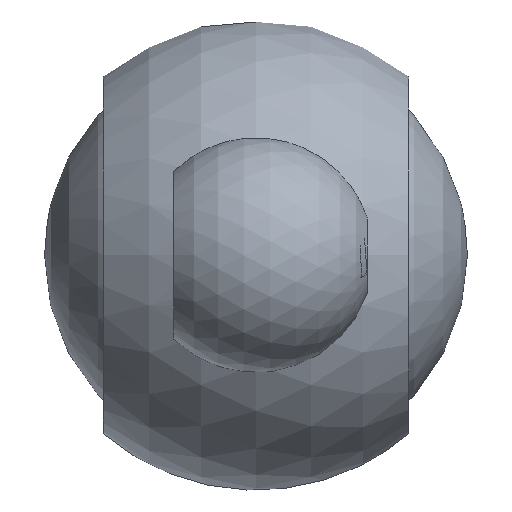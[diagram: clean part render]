
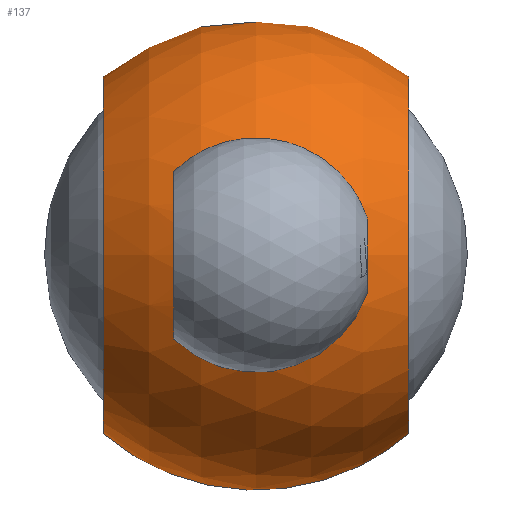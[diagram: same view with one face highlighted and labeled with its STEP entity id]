
A CAD part, left-side view. The second image highlights one B-rep face of the part: STEP entity #137.
In plain terms, the highlighted spherical face has radius 10 mm.
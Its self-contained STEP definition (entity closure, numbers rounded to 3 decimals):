
#120=FACE_BOUND('',#164,.T.);
#121=FACE_BOUND('',#165,.T.);
#122=FACE_BOUND('',#166,.T.);
#123=FACE_BOUND('',#167,.T.);
#137=ADVANCED_FACE('',(#120,#121,#122,#123),#151,.T.);
#151=SPHERICAL_SURFACE('',#292,10.);
#164=EDGE_LOOP('',(#190));
#165=EDGE_LOOP('',(#191));
#166=EDGE_LOOP('',(#192));
#167=EDGE_LOOP('',(#193));
#190=ORIENTED_EDGE('',*,*,#252,.T.);
#191=ORIENTED_EDGE('',*,*,#253,.F.);
#192=ORIENTED_EDGE('',*,*,#254,.T.);
#193=ORIENTED_EDGE('',*,*,#255,.F.);
#234=VERTEX_POINT('',#367);
#235=VERTEX_POINT('',#369);
#236=VERTEX_POINT('',#371);
#237=VERTEX_POINT('',#373);
#252=EDGE_CURVE('',#234,#234,#274,.T.);
#253=EDGE_CURVE('',#235,#235,#275,.T.);
#254=EDGE_CURVE('',#236,#236,#276,.T.);
#255=EDGE_CURVE('',#237,#237,#277,.T.);
#274=CIRCLE('',#288,7.599);
#275=CIRCLE('',#289,7.599);
#276=CIRCLE('',#290,3.456);
#277=CIRCLE('',#291,4.181);
#288=AXIS2_PLACEMENT_3D('',#366,#316,#317);
#289=AXIS2_PLACEMENT_3D('',#368,#318,#319);
#290=AXIS2_PLACEMENT_3D('',#370,#320,#321);
#291=AXIS2_PLACEMENT_3D('',#372,#322,#323);
#292=AXIS2_PLACEMENT_3D('',#374,#324,#325);
#316=DIRECTION('',(0.,-1.,0.));
#317=DIRECTION('',(0.,0.,-1.));
#318=DIRECTION('',(0.,-1.,0.));
#319=DIRECTION('',(0.,0.,-1.));
#320=DIRECTION('',(1.,0.,0.));
#321=DIRECTION('',(0.,0.,-1.));
#322=DIRECTION('',(1.,0.,0.));
#323=DIRECTION('',(0.,0.,-1.));
#324=DIRECTION('',(0.,-1.,0.));
#325=DIRECTION('',(-1.,0.,0.));
#366=CARTESIAN_POINT('',(188.593,133.015,0.));
#367=CARTESIAN_POINT('',(188.593,133.015,-7.599));
#368=CARTESIAN_POINT('',(188.593,120.015,0.));
#369=CARTESIAN_POINT('',(188.593,120.015,-7.599));
#370=CARTESIAN_POINT('',(179.21,126.515,0.));
#371=CARTESIAN_POINT('',(179.21,126.515,-3.456));
#372=CARTESIAN_POINT('',(197.677,126.515,0.));
#373=CARTESIAN_POINT('',(197.677,126.515,-4.181));
#374=CARTESIAN_POINT('',(188.593,126.515,0.));
